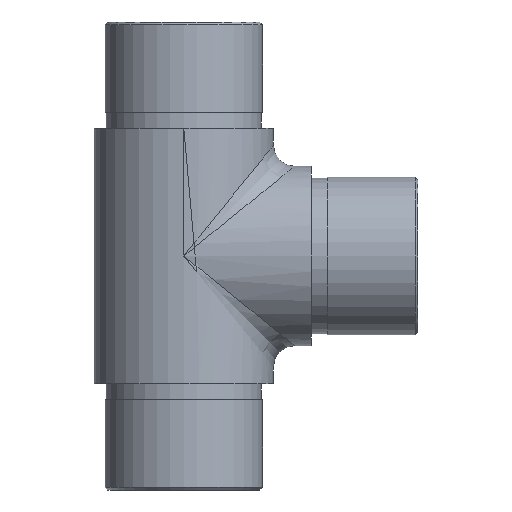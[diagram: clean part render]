
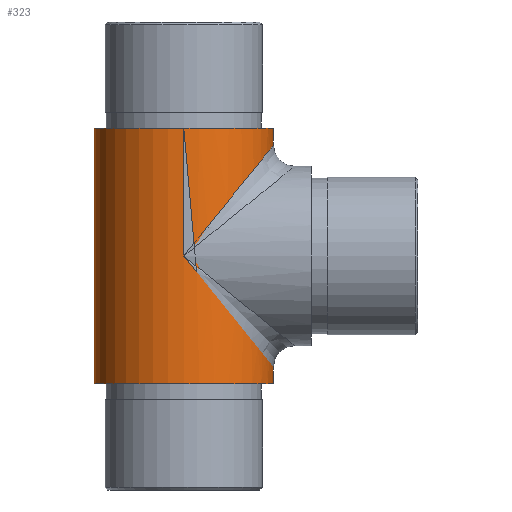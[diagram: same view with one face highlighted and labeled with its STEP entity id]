
A CAD part, left-side view. The second image highlights one B-rep face of the part: STEP entity #323.
In plain terms, the highlighted cylindrical face has radius 16.85 mm (diameter 33.7 mm), a full revolution.
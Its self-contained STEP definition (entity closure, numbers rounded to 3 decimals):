
#99 = ORIENTED_EDGE ( 'NONE', *, *, #11134, .T. ) ;
#187 = CARTESIAN_POINT ( 'NONE',  ( -16.85, 44., 0. ) ) ;
#323 = ADVANCED_FACE ( 'NONE', ( #7451, #4476, #5862 ), #8420, .T. ) ;
#703 = DIRECTION ( 'NONE',  ( 0., 0., 1. ) ) ;
#1188 = CIRCLE ( 'NONE', #2130, 16.85 ) ;
#1789 = DIRECTION ( 'NONE',  ( -1., 0., 0. ) ) ;
#2130 = AXIS2_PLACEMENT_3D ( 'NONE', #8753, #703, #8865 ) ;
#2372 = EDGE_CURVE ( 'NONE', #6897, #6897, #1188, .T. ) ;
#2871 = CARTESIAN_POINT ( 'NONE',  ( 16.85, 10.3, -41.7 ) ) ;
#3663 = EDGE_CURVE ( 'NONE', #6107, #8567, #8808, .T. ) ;
#3897 =( BOUNDED_CURVE ( )  B_SPLINE_CURVE ( 3, ( #6628, #2871, #5614, #187 ),
 .UNSPECIFIED., .F., .T. ) 
 B_SPLINE_CURVE_WITH_KNOTS ( ( 4, 4 ),
 ( 4.712, 7.854 ),
 .UNSPECIFIED. ) 
 CURVE ( )  GEOMETRIC_REPRESENTATION_ITEM ( )  RATIONAL_B_SPLINE_CURVE ( ( 1., 0.333, 0.333, 1. ) ) 
 REPRESENTATION_ITEM ( '' )  );
#4476 = FACE_OUTER_BOUND ( 'NONE', #8786, .T. ) ;
#4498 = CIRCLE ( 'NONE', #5370, 16.85 ) ;
#4582 = CARTESIAN_POINT ( 'NONE',  ( 16.85, 44., 24. ) ) ;
#4585 = CARTESIAN_POINT ( 'NONE',  ( 16.85, 10.3, 41.7 ) ) ;
#4693 = CARTESIAN_POINT ( 'NONE',  ( 16.85, 44., -24. ) ) ;
#5045 = EDGE_CURVE ( 'NONE', #8567, #6107, #3897, .T. ) ;
#5177 = ORIENTED_EDGE ( 'NONE', *, *, #5045, .T. ) ;
#5308 = VERTEX_POINT ( 'NONE', #4693 ) ;
#5370 = AXIS2_PLACEMENT_3D ( 'NONE', #9919, #10966, #6366 ) ;
#5614 = CARTESIAN_POINT ( 'NONE',  ( -16.85, 10.3, -41.7 ) ) ;
#5851 = EDGE_LOOP ( 'NONE', ( #9654, #5177 ) ) ;
#5862 = FACE_BOUND ( 'NONE', #5851, .T. ) ;
#6107 = VERTEX_POINT ( 'NONE', #9093 ) ;
#6217 = AXIS2_PLACEMENT_3D ( 'NONE', #11666, #7177, #1789 ) ;
#6366 = DIRECTION ( 'NONE',  ( 1., 0., 0. ) ) ;
#6628 = CARTESIAN_POINT ( 'NONE',  ( 16.85, 44., 0. ) ) ;
#6897 = VERTEX_POINT ( 'NONE', #4582 ) ;
#7177 = DIRECTION ( 'NONE',  ( 0., 0., -1. ) ) ;
#7451 = FACE_OUTER_BOUND ( 'NONE', #11548, .T. ) ;
#8222 = CARTESIAN_POINT ( 'NONE',  ( -16.85, 10.3, 41.7 ) ) ;
#8420 = CYLINDRICAL_SURFACE ( 'NONE', #6217, 16.85 ) ;
#8567 = VERTEX_POINT ( 'NONE', #9434 ) ;
#8753 = CARTESIAN_POINT ( 'NONE',  ( 0., 44., 24. ) ) ;
#8786 = EDGE_LOOP ( 'NONE', ( #11218 ) ) ;
#8808 =( BOUNDED_CURVE ( )  B_SPLINE_CURVE ( 3, ( #9875, #8222, #4585, #10887 ),
 .UNSPECIFIED., .F., .T. ) 
 B_SPLINE_CURVE_WITH_KNOTS ( ( 4, 4 ),
 ( 1.571, 4.712 ),
 .UNSPECIFIED. ) 
 CURVE ( )  GEOMETRIC_REPRESENTATION_ITEM ( )  RATIONAL_B_SPLINE_CURVE ( ( 1., 0.333, 0.333, 1. ) ) 
 REPRESENTATION_ITEM ( '' )  );
#8865 = DIRECTION ( 'NONE',  ( 1., 0., 0. ) ) ;
#9093 = CARTESIAN_POINT ( 'NONE',  ( -16.85, 44., 0. ) ) ;
#9434 = CARTESIAN_POINT ( 'NONE',  ( 16.85, 44., 0. ) ) ;
#9654 = ORIENTED_EDGE ( 'NONE', *, *, #3663, .T. ) ;
#9875 = CARTESIAN_POINT ( 'NONE',  ( -16.85, 44., 0. ) ) ;
#9919 = CARTESIAN_POINT ( 'NONE',  ( 0., 44., -24. ) ) ;
#10887 = CARTESIAN_POINT ( 'NONE',  ( 16.85, 44., 0. ) ) ;
#10966 = DIRECTION ( 'NONE',  ( 0., 0., 1. ) ) ;
#11134 = EDGE_CURVE ( 'NONE', #5308, #5308, #4498, .T. ) ;
#11218 = ORIENTED_EDGE ( 'NONE', *, *, #2372, .F. ) ;
#11548 = EDGE_LOOP ( 'NONE', ( #99 ) ) ;
#11666 = CARTESIAN_POINT ( 'NONE',  ( 0., 44., 24. ) ) ;
